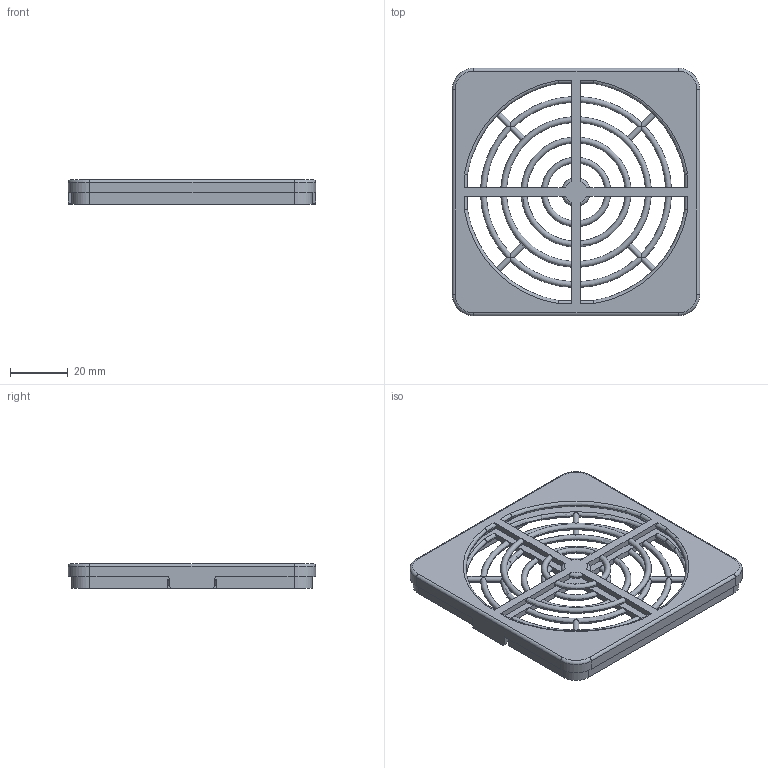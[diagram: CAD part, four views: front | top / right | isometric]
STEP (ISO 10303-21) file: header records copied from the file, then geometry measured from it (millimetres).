
FILE_DESCRIPTION (( 'STEP AP203' ), '1' );
FILE_NAME ('sone3D.STEP', '2013-06-12T07:52:48', ( '' ), ( '' ), 'SwSTEP 2.0', 'SolidWorks 2012', '' );
FILE_SCHEMA (( 'CONFIG_CONTROL_DESIGN' ));
Length unit declared in the file: millimetre
Products named in the file (3): sone3D; FE-460-4Sカバー; FE-460-4S儀乕僗_FE-460-4S儀乕僗_岞
Assembly tree (2 placements, depth 2):
  sone3D
    FE-460-4S儀乕僗_FE-460-4S儀乕僗_岞
    FE-460-4Sカバー
Bounding box: 85.5 x 85.5 x 8.5 mm (x, y, z)
Volume: 17701.9 mm3; surface area: 23711.2 mm2
Topology: 2 solids, 2 shells, 332 faces, 998 edges, 600 vertices
Faces by surface type: plane 120, cylinder 104, torus 100, cone 8
Entity records: 13665 total; most frequent: CARTESIAN_POINT 4813, ORIENTED_EDGE 1996, DIRECTION 1604, EDGE_CURVE 998, AXIS2_PLACEMENT_3D 601, VERTEX_POINT 600, LINE 402, VECTOR 402
